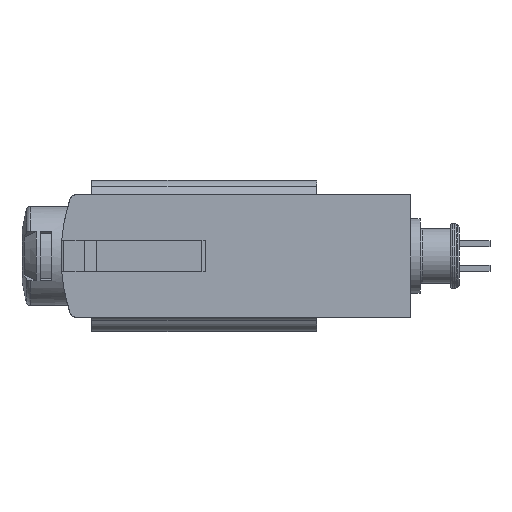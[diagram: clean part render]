
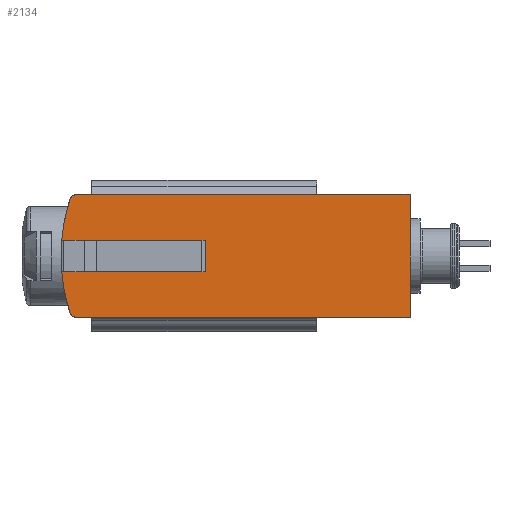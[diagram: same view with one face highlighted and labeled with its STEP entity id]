
A CAD part, left-side view. The second image highlights one B-rep face of the part: STEP entity #2134.
In plain terms, the highlighted planar face has unit normal (-1, 0, 0).
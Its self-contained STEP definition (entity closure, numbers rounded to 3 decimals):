
#37=PLANE('',#2347);
#133=CIRCLE('',#2254,15.);
#136=CIRCLE('',#2257,15.);
#163=CIRCLE('',#2303,0.5);
#180=CIRCLE('',#2348,0.5);
#265=LINE('',#3406,#438);
#286=LINE('',#3462,#459);
#302=LINE('',#3537,#475);
#303=LINE('',#3539,#476);
#304=LINE('',#3542,#477);
#305=LINE('',#3544,#478);
#438=VECTOR('',#2636,1000.);
#459=VECTOR('',#2685,1000.);
#475=VECTOR('',#2765,1000.);
#476=VECTOR('',#2768,1000.);
#477=VECTOR('',#2769,1000.);
#478=VECTOR('',#2772,1000.);
#766=ORIENTED_EDGE('',*,*,#1335,.T.);
#767=ORIENTED_EDGE('',*,*,#1336,.T.);
#768=ORIENTED_EDGE('',*,*,#1185,.F.);
#769=ORIENTED_EDGE('',*,*,#1272,.F.);
#770=ORIENTED_EDGE('',*,*,#1269,.T.);
#771=ORIENTED_EDGE('',*,*,#1334,.T.);
#772=ORIENTED_EDGE('',*,*,#1297,.F.);
#773=ORIENTED_EDGE('',*,*,#1337,.F.);
#774=ORIENTED_EDGE('',*,*,#1188,.F.);
#775=ORIENTED_EDGE('',*,*,#1338,.F.);
#1185=EDGE_CURVE('',#1488,#1489,#133,.T.);
#1188=EDGE_CURVE('',#1491,#1492,#136,.T.);
#1269=EDGE_CURVE('',#1570,#1569,#265,.T.);
#1272=EDGE_CURVE('',#1570,#1488,#163,.T.);
#1297=EDGE_CURVE('',#1590,#1591,#286,.T.);
#1334=EDGE_CURVE('',#1569,#1591,#302,.T.);
#1335=EDGE_CURVE('',#1610,#1611,#303,.T.);
#1336=EDGE_CURVE('',#1611,#1489,#304,.T.);
#1337=EDGE_CURVE('',#1492,#1590,#180,.T.);
#1338=EDGE_CURVE('',#1610,#1491,#305,.T.);
#1488=VERTEX_POINT('',#3195);
#1489=VERTEX_POINT('',#3197);
#1491=VERTEX_POINT('',#3201);
#1492=VERTEX_POINT('',#3203);
#1569=VERTEX_POINT('',#3405);
#1570=VERTEX_POINT('',#3407);
#1590=VERTEX_POINT('',#3461);
#1591=VERTEX_POINT('',#3463);
#1610=VERTEX_POINT('',#3540);
#1611=VERTEX_POINT('',#3541);
#1748=EDGE_LOOP('',(#766,#767,#768,#769,#770,#771,#772,#773,#774,#775));
#1926=FACE_BOUND('',#1748,.T.);
#2134=ADVANCED_FACE('',(#1926),#37,.F.);
#2254=AXIS2_PLACEMENT_3D('',#3196,#2508,#2509);
#2257=AXIS2_PLACEMENT_3D('',#3202,#2514,#2515);
#2303=AXIS2_PLACEMENT_3D('',#3411,#2642,#2643);
#2347=AXIS2_PLACEMENT_3D('',#3538,#2766,#2767);
#2348=AXIS2_PLACEMENT_3D('',#3543,#2770,#2771);
#2508=DIRECTION('',(1.,0.,0.));
#2509=DIRECTION('',(0.,0.,-1.));
#2514=DIRECTION('',(1.,0.,0.));
#2515=DIRECTION('',(0.,0.,-1.));
#2636=DIRECTION('',(0.,-1.,0.));
#2642=DIRECTION('',(1.,0.,0.));
#2643=DIRECTION('',(0.,0.,-1.));
#2685=DIRECTION('',(0.,-1.,0.));
#2765=DIRECTION('',(0.,0.,1.));
#2766=DIRECTION('',(1.,0.,0.));
#2767=DIRECTION('',(0.,0.,-1.));
#2768=DIRECTION('',(0.,0.,-1.));
#2769=DIRECTION('',(0.,1.,0.));
#2770=DIRECTION('',(1.,0.,0.));
#2771=DIRECTION('',(0.,0.,-1.));
#2772=DIRECTION('',(0.,1.,0.));
#3195=CARTESIAN_POINT('',(-102.4,20.109,-4.655));
#3196=CARTESIAN_POINT('',(-102.4,5.85,0.));
#3197=CARTESIAN_POINT('',(-102.4,20.794,-1.3));
#3201=CARTESIAN_POINT('',(-102.4,20.794,1.3));
#3202=CARTESIAN_POINT('',(-102.4,5.85,0.));
#3203=CARTESIAN_POINT('',(-102.4,20.109,4.655));
#3405=CARTESIAN_POINT('',(-102.4,-7.65,-5.));
#3406=CARTESIAN_POINT('',(-102.4,23.,-5.));
#3407=CARTESIAN_POINT('',(-102.4,19.634,-5.));
#3411=CARTESIAN_POINT('',(-102.4,19.634,-4.5));
#3461=CARTESIAN_POINT('',(-102.4,19.634,5.));
#3462=CARTESIAN_POINT('',(-102.4,23.,5.));
#3463=CARTESIAN_POINT('',(-102.4,-7.65,5.));
#3537=CARTESIAN_POINT('',(-102.4,-7.65,-5.));
#3538=CARTESIAN_POINT('',(-102.4,23.,-5.));
#3539=CARTESIAN_POINT('',(-102.4,9.05,1.3));
#3540=CARTESIAN_POINT('',(-102.4,9.05,1.3));
#3541=CARTESIAN_POINT('',(-102.4,9.05,-1.3));
#3542=CARTESIAN_POINT('',(-102.4,9.05,-1.3));
#3543=CARTESIAN_POINT('',(-102.4,19.634,4.5));
#3544=CARTESIAN_POINT('',(-102.4,9.05,1.3));
